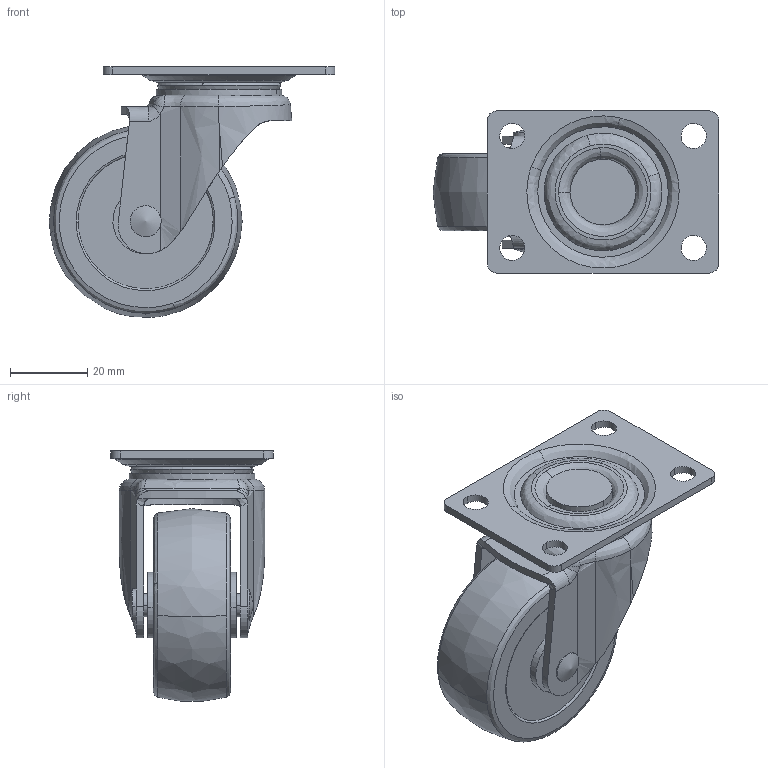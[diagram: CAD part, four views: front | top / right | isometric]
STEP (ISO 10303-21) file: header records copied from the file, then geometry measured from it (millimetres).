
FILE_DESCRIPTION((''),'2;1');
FILE_NAME('','2005-12-16T11:43:39',(''),(''),'','CADfix','');
FILE_SCHEMA(('AUTOMOTIVE_DESIGN'));
Length unit declared in the file: millimetre
Products named in the file (6): wheel; mounting plate; main shaft; body; axle; No_103_17821_36
Assembly tree (5 placements, depth 2):
  No_103_17821_36
    wheel
    mounting plate
    main shaft
    body
    axle
Bounding box: 74 x 42 x 64.88 mm (x, y, z)
Volume: 54657.9 mm3; surface area: 22173.3 mm2
Topology: 5 solids, 5 shells, 193 faces, 591 edges, 422 vertices
Faces by surface type: bspline 193
Entity records: 9170 total; most frequent: CARTESIAN_POINT 5900, ORIENTED_EDGE 1182, EDGE_CURVE 591, VERTEX_POINT 422, EDGE_LOOP 225, FACE_OUTER_BOUND 193, ADVANCED_FACE 193, QUASI_UNIFORM_CURVE 133
